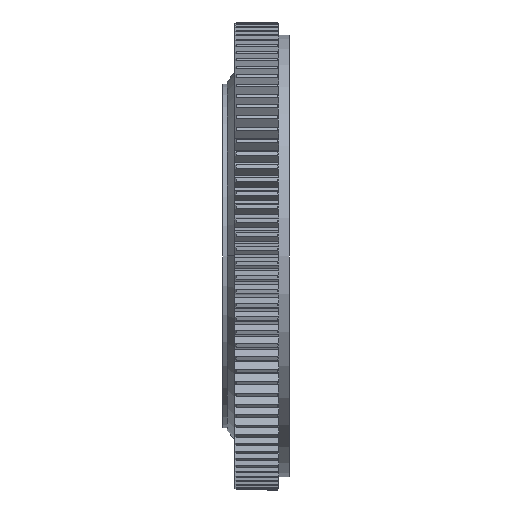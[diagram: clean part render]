
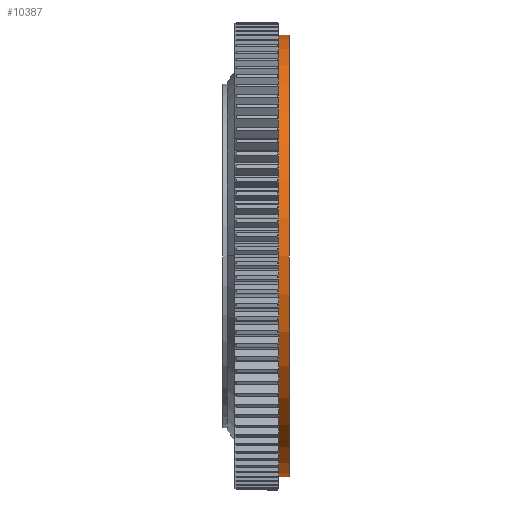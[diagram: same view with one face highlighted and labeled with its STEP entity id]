
A CAD part, left-side view. The second image highlights one B-rep face of the part: STEP entity #10387.
In plain terms, the highlighted cylindrical face has radius 150 mm (diameter 300 mm), a partial arc.
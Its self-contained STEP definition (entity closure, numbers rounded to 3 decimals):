
#1719 = VERTEX_POINT ( 'NONE', #5547 ) ;
#1847 = CIRCLE ( 'NONE', #19430, 150. ) ;
#1965 = EDGE_CURVE ( 'NONE', #13485, #1719, #4757, .T. ) ;
#2108 = CARTESIAN_POINT ( 'NONE',  ( 0., -17., 0. ) ) ;
#2392 = ORIENTED_EDGE ( 'NONE', *, *, #4184, .F. ) ;
#3434 = EDGE_CURVE ( 'NONE', #6768, #10191, #8297, .T. ) ;
#3727 = CIRCLE ( 'NONE', #13035, 150. ) ;
#4159 = DIRECTION ( 'NONE',  ( 0., 0., 1. ) ) ;
#4184 = EDGE_CURVE ( 'NONE', #10191, #1719, #3727, .T. ) ;
#4757 = LINE ( 'NONE', #18198, #20642 ) ;
#5547 = CARTESIAN_POINT ( 'NONE',  ( 0., -17., 150. ) ) ;
#5550 = CARTESIAN_POINT ( 'NONE',  ( 0., -24., 150. ) ) ;
#5787 = DIRECTION ( 'NONE',  ( 0., 1., 0. ) ) ;
#6768 = VERTEX_POINT ( 'NONE', #22978 ) ;
#7295 = CARTESIAN_POINT ( 'NONE',  ( 0., 68.261, 0. ) ) ;
#7519 = FACE_OUTER_BOUND ( 'NONE', #18299, .T. ) ;
#7913 = ORIENTED_EDGE ( 'NONE', *, *, #1965, .T. ) ;
#8297 = LINE ( 'NONE', #22627, #18035 ) ;
#10191 = VERTEX_POINT ( 'NONE', #11465 ) ;
#10221 = DIRECTION ( 'NONE',  ( 0., 1., 0. ) ) ;
#10387 = ADVANCED_FACE ( 'NONE', ( #7519 ), #17224, .T. ) ;
#11405 = CARTESIAN_POINT ( 'NONE',  ( 0., -24., 0. ) ) ;
#11465 = CARTESIAN_POINT ( 'NONE',  ( 0., -17., -150. ) ) ;
#13035 = AXIS2_PLACEMENT_3D ( 'NONE', #2108, #16576, #4159 ) ;
#13438 = DIRECTION ( 'NONE',  ( 0., 0., 1. ) ) ;
#13485 = VERTEX_POINT ( 'NONE', #5550 ) ;
#13495 = DIRECTION ( 'NONE',  ( 0., 0., 1. ) ) ;
#13955 = EDGE_CURVE ( 'NONE', #13485, #6768, #1847, .T. ) ;
#16576 = DIRECTION ( 'NONE',  ( 0., 1., 0. ) ) ;
#16958 = AXIS2_PLACEMENT_3D ( 'NONE', #7295, #23869, #13438 ) ;
#17224 = CYLINDRICAL_SURFACE ( 'NONE', #16958, 150. ) ;
#17782 = ORIENTED_EDGE ( 'NONE', *, *, #3434, .F. ) ;
#18035 = VECTOR ( 'NONE', #10221, 1000. ) ;
#18198 = CARTESIAN_POINT ( 'NONE',  ( 0., 68.261, 150. ) ) ;
#18299 = EDGE_LOOP ( 'NONE', ( #17782, #23594, #7913, #2392 ) ) ;
#19430 = AXIS2_PLACEMENT_3D ( 'NONE', #11405, #25898, #13495 ) ;
#20642 = VECTOR ( 'NONE', #5787, 1000. ) ;
#22627 = CARTESIAN_POINT ( 'NONE',  ( 0., 68.261, -150. ) ) ;
#22978 = CARTESIAN_POINT ( 'NONE',  ( 0., -24., -150. ) ) ;
#23594 = ORIENTED_EDGE ( 'NONE', *, *, #13955, .F. ) ;
#23869 = DIRECTION ( 'NONE',  ( 0., 1., 0. ) ) ;
#25898 = DIRECTION ( 'NONE',  ( 0., -1., 0. ) ) ;
